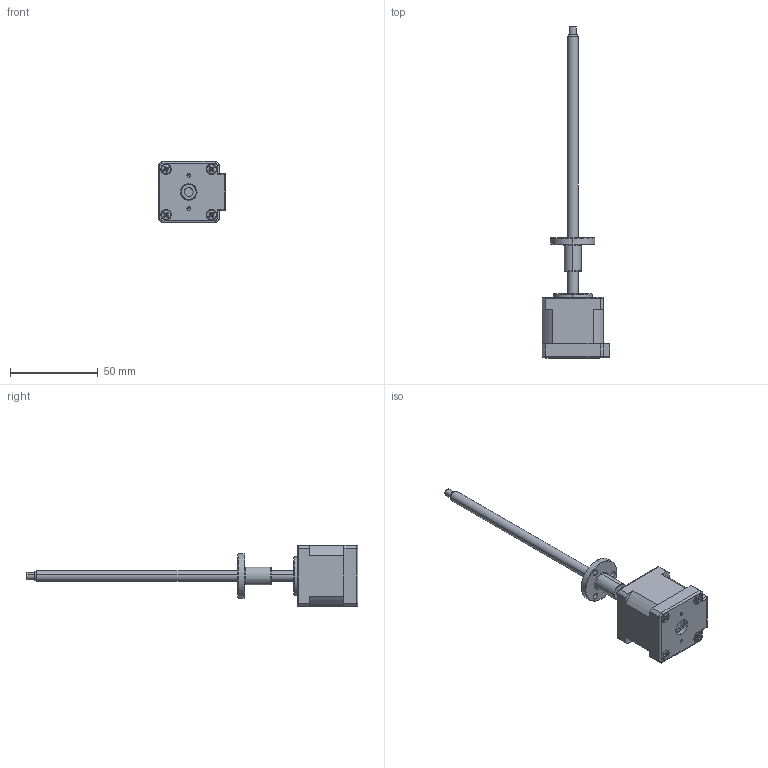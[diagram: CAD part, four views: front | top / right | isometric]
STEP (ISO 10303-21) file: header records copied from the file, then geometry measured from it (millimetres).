
FILE_DESCRIPTION (( 'STEP AP203' ), '1' );
FILE_NAME ('LE143S-W0601-150-AR1-S-150.STEP', '2018-08-10T08:38:35', ( '' ), ( '' ), 'SwSTEP 2.0', 'SolidWorks 2014', '' );
FILE_SCHEMA (( 'CONFIG_CONTROL_DESIGN' ));
Length unit declared in the file: millimetre
Products named in the file (1): LE143S-W0601-150-AR1-S-150
Bounding box: 38.7 x 189.6 x 35 mm (x, y, z)
Surface area: 14453.8 mm2 (no closed solid volume)
Topology: 0 solids, 15 shells, 270 faces, 825 edges, 554 vertices
Faces by surface type: cylinder 96, plane 87, cone 65, torus 14, sphere 8
Entity records: 9716 total; most frequent: CARTESIAN_POINT 2272, DIRECTION 1591, ORIENTED_EDGE 1402, EDGE_CURVE 821, AXIS2_PLACEMENT_3D 611, VERTEX_POINT 554, VECTOR 369, LINE 369
